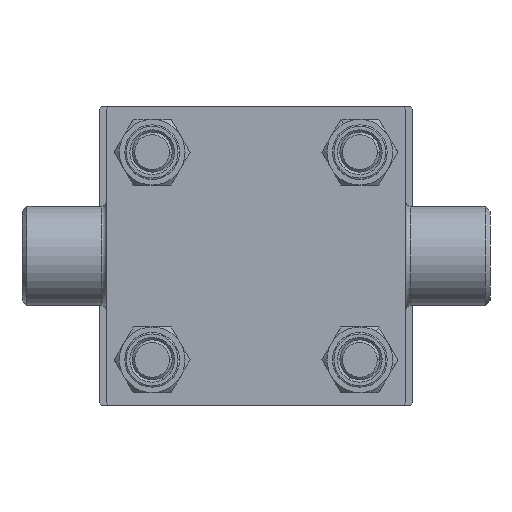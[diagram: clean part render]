
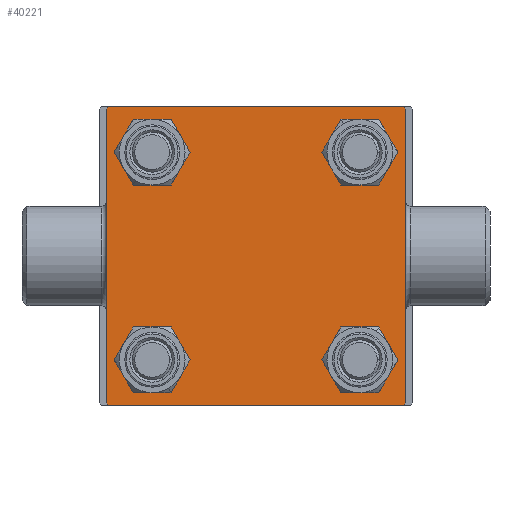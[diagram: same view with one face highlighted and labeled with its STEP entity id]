
A CAD part, left-side view. The second image highlights one B-rep face of the part: STEP entity #40221.
In plain terms, the highlighted planar face has unit normal (-1, 0, 0).
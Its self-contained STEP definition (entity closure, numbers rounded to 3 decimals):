
#2079 = CARTESIAN_POINT ( 'NONE',  ( 0., -29.75, -29.75 ) ) ;
#2124 = VERTEX_POINT ( 'NONE', #37718 ) ;
#2450 = VECTOR ( 'NONE', #19815, 1000. ) ;
#2573 = VERTEX_POINT ( 'NONE', #46130 ) ;
#2836 = DIRECTION ( 'NONE',  ( -1., 0., 0. ) ) ;
#3054 = VERTEX_POINT ( 'NONE', #44161 ) ;
#3700 = CIRCLE ( 'NONE', #34441, 4.5 ) ;
#3727 = EDGE_LOOP ( 'NONE', ( #22483, #10967 ) ) ;
#3889 = EDGE_CURVE ( 'NONE', #44928, #34370, #29473, .T. ) ;
#4014 = VERTEX_POINT ( 'NONE', #18906 ) ;
#4125 = ORIENTED_EDGE ( 'NONE', *, *, #45734, .T. ) ;
#4298 = CARTESIAN_POINT ( 'NONE',  ( 0., -20.85, -20.85 ) ) ;
#4309 = ORIENTED_EDGE ( 'NONE', *, *, #30946, .T. ) ;
#4408 = CARTESIAN_POINT ( 'NONE',  ( 0., 29.75, 29.75 ) ) ;
#4680 = EDGE_LOOP ( 'NONE', ( #12648, #9552 ) ) ;
#5889 = ORIENTED_EDGE ( 'NONE', *, *, #27502, .T. ) ;
#6019 = VERTEX_POINT ( 'NONE', #29950 ) ;
#6890 = CARTESIAN_POINT ( 'NONE',  ( 0., 0., 0. ) ) ;
#6916 = DIRECTION ( 'NONE',  ( 0., 0., -1. ) ) ;
#7010 = ORIENTED_EDGE ( 'NONE', *, *, #3889, .T. ) ;
#7586 = DIRECTION ( 'NONE',  ( 0., 0., 1. ) ) ;
#8120 = EDGE_CURVE ( 'NONE', #24735, #2124, #12264, .T. ) ;
#8984 = ORIENTED_EDGE ( 'NONE', *, *, #21471, .T. ) ;
#8997 = CARTESIAN_POINT ( 'NONE',  ( 0., 20.85, -20.85 ) ) ;
#9091 = DIRECTION ( 'NONE',  ( 0., 0., 1. ) ) ;
#9179 = EDGE_CURVE ( 'NONE', #4014, #34060, #39002, .T. ) ;
#9552 = ORIENTED_EDGE ( 'NONE', *, *, #21576, .T. ) ;
#10370 = CARTESIAN_POINT ( 'NONE',  ( 0., -30., 30. ) ) ;
#10404 = DIRECTION ( 'NONE',  ( 0., -1., 0. ) ) ;
#10584 = FACE_BOUND ( 'NONE', #36566, .T. ) ;
#10967 = ORIENTED_EDGE ( 'NONE', *, *, #9179, .T. ) ;
#11437 = CARTESIAN_POINT ( 'NONE',  ( 0., -20.85, -16.35 ) ) ;
#11604 = CARTESIAN_POINT ( 'NONE',  ( 0., 29.5, 30. ) ) ;
#11951 = DIRECTION ( 'NONE',  ( 0., 0., 1. ) ) ;
#12003 = VERTEX_POINT ( 'NONE', #11604 ) ;
#12264 = LINE ( 'NONE', #37383, #13200 ) ;
#12419 = CARTESIAN_POINT ( 'NONE',  ( 0., -30., 29.5 ) ) ;
#12536 = DIRECTION ( 'NONE',  ( 0., -0.707, -0.707 ) ) ;
#12636 = DIRECTION ( 'NONE',  ( 1., 0., 0. ) ) ;
#12648 = ORIENTED_EDGE ( 'NONE', *, *, #32215, .T. ) ;
#12673 = EDGE_CURVE ( 'NONE', #25397, #16090, #18045, .T. ) ;
#12937 = VERTEX_POINT ( 'NONE', #11437 ) ;
#13200 = VECTOR ( 'NONE', #26107, 1000. ) ;
#13414 = VERTEX_POINT ( 'NONE', #12419 ) ;
#13711 = CARTESIAN_POINT ( 'NONE',  ( 0., 30., 30. ) ) ;
#13997 = CIRCLE ( 'NONE', #32626, 4.5 ) ;
#14303 = AXIS2_PLACEMENT_3D ( 'NONE', #26030, #37533, #11951 ) ;
#14382 = VERTEX_POINT ( 'NONE', #20865 ) ;
#14695 = VECTOR ( 'NONE', #6916, 1000. ) ;
#14875 = CARTESIAN_POINT ( 'NONE',  ( 0., -29.75, 29.75 ) ) ;
#15812 = CARTESIAN_POINT ( 'NONE',  ( 0., 29.75, -29.75 ) ) ;
#16090 = VERTEX_POINT ( 'NONE', #41885 ) ;
#16565 = ORIENTED_EDGE ( 'NONE', *, *, #38786, .T. ) ;
#16769 = DIRECTION ( 'NONE',  ( 0., 0., 1. ) ) ;
#17162 = DIRECTION ( 'NONE',  ( 0., 0., 1. ) ) ;
#17529 = CARTESIAN_POINT ( 'NONE',  ( 0., 20.85, 16.35 ) ) ;
#17662 = CARTESIAN_POINT ( 'NONE',  ( 0., 20.85, -16.35 ) ) ;
#17854 = FACE_OUTER_BOUND ( 'NONE', #41349, .T. ) ;
#18045 = CIRCLE ( 'NONE', #14303, 4.5 ) ;
#18398 = AXIS2_PLACEMENT_3D ( 'NONE', #38132, #20262, #16769 ) ;
#18906 = CARTESIAN_POINT ( 'NONE',  ( 0., 20.85, -25.35 ) ) ;
#19429 = VECTOR ( 'NONE', #12536, 1000. ) ;
#19815 = DIRECTION ( 'NONE',  ( 0., 0.707, -0.707 ) ) ;
#20262 = DIRECTION ( 'NONE',  ( 1., 0., 0. ) ) ;
#20865 = CARTESIAN_POINT ( 'NONE',  ( 0., 30., -29.5 ) ) ;
#21214 = CARTESIAN_POINT ( 'NONE',  ( 0., -29.5, 30. ) ) ;
#21465 = DIRECTION ( 'NONE',  ( 0., 0., 1. ) ) ;
#21471 = EDGE_CURVE ( 'NONE', #12003, #3054, #23320, .T. ) ;
#21524 = VECTOR ( 'NONE', #10404, 1000. ) ;
#21576 = EDGE_CURVE ( 'NONE', #2573, #12937, #23441, .T. ) ;
#21586 = EDGE_CURVE ( 'NONE', #13414, #27524, #43080, .T. ) ;
#22483 = ORIENTED_EDGE ( 'NONE', *, *, #38844, .T. ) ;
#22848 = DIRECTION ( 'NONE',  ( 0., 0., 1. ) ) ;
#23239 = VECTOR ( 'NONE', #46095, 1000. ) ;
#23320 = LINE ( 'NONE', #4408, #2450 ) ;
#23410 = DIRECTION ( 'NONE',  ( 0., 0., 1. ) ) ;
#23441 = CIRCLE ( 'NONE', #33234, 4.5 ) ;
#24190 = PLANE ( 'NONE',  #26907 ) ;
#24648 = FACE_BOUND ( 'NONE', #28130, .T. ) ;
#24735 = VERTEX_POINT ( 'NONE', #28423 ) ;
#25176 = LINE ( 'NONE', #13711, #21524 ) ;
#25397 = VERTEX_POINT ( 'NONE', #17529 ) ;
#26030 = CARTESIAN_POINT ( 'NONE',  ( 0., 20.85, 20.85 ) ) ;
#26107 = DIRECTION ( 'NONE',  ( 0., -1., 0. ) ) ;
#26907 = AXIS2_PLACEMENT_3D ( 'NONE', #6890, #2836, #17162 ) ;
#26916 = CARTESIAN_POINT ( 'NONE',  ( 0., -20.85, 20.85 ) ) ;
#27103 = LINE ( 'NONE', #41463, #14695 ) ;
#27308 = LINE ( 'NONE', #15812, #19429 ) ;
#27502 = EDGE_CURVE ( 'NONE', #3054, #14382, #27103, .T. ) ;
#27524 = VERTEX_POINT ( 'NONE', #21214 ) ;
#28130 = EDGE_LOOP ( 'NONE', ( #7010, #4309 ) ) ;
#28423 = CARTESIAN_POINT ( 'NONE',  ( 0., 29.5, -30. ) ) ;
#29003 = CARTESIAN_POINT ( 'NONE',  ( 0., 20.85, 20.85 ) ) ;
#29348 = AXIS2_PLACEMENT_3D ( 'NONE', #29003, #43581, #21465 ) ;
#29473 = CIRCLE ( 'NONE', #39205, 4.5 ) ;
#29664 = VECTOR ( 'NONE', #41555, 1000. ) ;
#29945 = ORIENTED_EDGE ( 'NONE', *, *, #12673, .T. ) ;
#29950 = CARTESIAN_POINT ( 'NONE',  ( 0., -30., -29.5 ) ) ;
#29992 = DIRECTION ( 'NONE',  ( 1., 0., 0. ) ) ;
#30486 = CARTESIAN_POINT ( 'NONE',  ( 0., 20.85, -20.85 ) ) ;
#30946 = EDGE_CURVE ( 'NONE', #34370, #44928, #13997, .T. ) ;
#31557 = EDGE_CURVE ( 'NONE', #2124, #6019, #38012, .T. ) ;
#32215 = EDGE_CURVE ( 'NONE', #12937, #2573, #38661, .T. ) ;
#32540 = ORIENTED_EDGE ( 'NONE', *, *, #21586, .T. ) ;
#32626 = AXIS2_PLACEMENT_3D ( 'NONE', #36339, #35877, #42704 ) ;
#33234 = AXIS2_PLACEMENT_3D ( 'NONE', #4298, #43310, #7586 ) ;
#34060 = VERTEX_POINT ( 'NONE', #17662 ) ;
#34363 = DIRECTION ( 'NONE',  ( 1., 0., 0. ) ) ;
#34370 = VERTEX_POINT ( 'NONE', #37086 ) ;
#34441 = AXIS2_PLACEMENT_3D ( 'NONE', #8997, #34363, #22848 ) ;
#35877 = DIRECTION ( 'NONE',  ( 1., 0., 0. ) ) ;
#35980 = AXIS2_PLACEMENT_3D ( 'NONE', #30486, #12636, #23410 ) ;
#36078 = EDGE_CURVE ( 'NONE', #12003, #27524, #25176, .T. ) ;
#36339 = CARTESIAN_POINT ( 'NONE',  ( 0., -20.85, 20.85 ) ) ;
#36566 = EDGE_LOOP ( 'NONE', ( #4125, #29945 ) ) ;
#37086 = CARTESIAN_POINT ( 'NONE',  ( 0., -20.85, 16.35 ) ) ;
#37383 = CARTESIAN_POINT ( 'NONE',  ( 0., 30., -30. ) ) ;
#37533 = DIRECTION ( 'NONE',  ( 1., 0., 0. ) ) ;
#37718 = CARTESIAN_POINT ( 'NONE',  ( 0., -29.5, -30. ) ) ;
#38012 = LINE ( 'NONE', #2079, #29664 ) ;
#38132 = CARTESIAN_POINT ( 'NONE',  ( 0., -20.85, -20.85 ) ) ;
#38661 = CIRCLE ( 'NONE', #18398, 4.5 ) ;
#38786 = EDGE_CURVE ( 'NONE', #14382, #24735, #27308, .T. ) ;
#38844 = EDGE_CURVE ( 'NONE', #34060, #4014, #3700, .T. ) ;
#39002 = CIRCLE ( 'NONE', #35980, 4.5 ) ;
#39005 = FACE_BOUND ( 'NONE', #4680, .T. ) ;
#39097 = ORIENTED_EDGE ( 'NONE', *, *, #8120, .T. ) ;
#39205 = AXIS2_PLACEMENT_3D ( 'NONE', #26916, #29992, #9091 ) ;
#39548 = DIRECTION ( 'NONE',  ( 0., 0.707, 0.707 ) ) ;
#39848 = CIRCLE ( 'NONE', #29348, 4.5 ) ;
#40221 = ADVANCED_FACE ( 'NONE', ( #24648, #39005, #42772, #10584, #17854 ), #24190, .T. ) ;
#40388 = CARTESIAN_POINT ( 'NONE',  ( 0., -20.85, 25.35 ) ) ;
#40490 = ORIENTED_EDGE ( 'NONE', *, *, #31557, .T. ) ;
#40659 = ORIENTED_EDGE ( 'NONE', *, *, #36078, .F. ) ;
#41349 = EDGE_LOOP ( 'NONE', ( #5889, #16565, #39097, #40490, #45650, #32540, #40659, #8984 ) ) ;
#41463 = CARTESIAN_POINT ( 'NONE',  ( 0., 30., 30. ) ) ;
#41555 = DIRECTION ( 'NONE',  ( 0., -0.707, 0.707 ) ) ;
#41885 = CARTESIAN_POINT ( 'NONE',  ( 0., 20.85, 25.35 ) ) ;
#42229 = VECTOR ( 'NONE', #39548, 1000. ) ;
#42704 = DIRECTION ( 'NONE',  ( 0., 0., 1. ) ) ;
#42772 = FACE_BOUND ( 'NONE', #3727, .T. ) ;
#43030 = LINE ( 'NONE', #10370, #23239 ) ;
#43080 = LINE ( 'NONE', #14875, #42229 ) ;
#43310 = DIRECTION ( 'NONE',  ( 1., 0., 0. ) ) ;
#43311 = EDGE_CURVE ( 'NONE', #13414, #6019, #43030, .T. ) ;
#43581 = DIRECTION ( 'NONE',  ( 1., 0., 0. ) ) ;
#44161 = CARTESIAN_POINT ( 'NONE',  ( 0., 30., 29.5 ) ) ;
#44928 = VERTEX_POINT ( 'NONE', #40388 ) ;
#45650 = ORIENTED_EDGE ( 'NONE', *, *, #43311, .F. ) ;
#45734 = EDGE_CURVE ( 'NONE', #16090, #25397, #39848, .T. ) ;
#46095 = DIRECTION ( 'NONE',  ( 0., 0., -1. ) ) ;
#46130 = CARTESIAN_POINT ( 'NONE',  ( 0., -20.85, -25.35 ) ) ;
